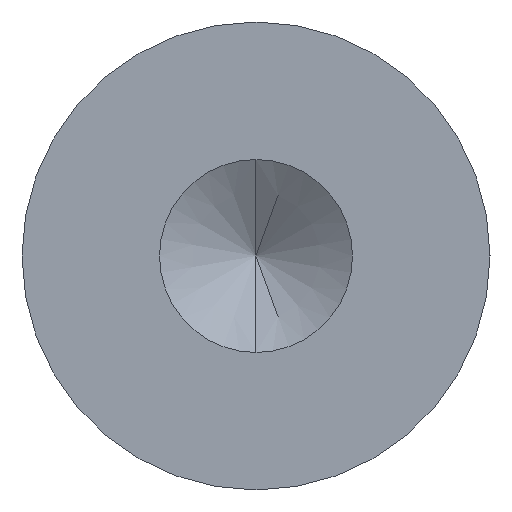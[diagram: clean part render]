
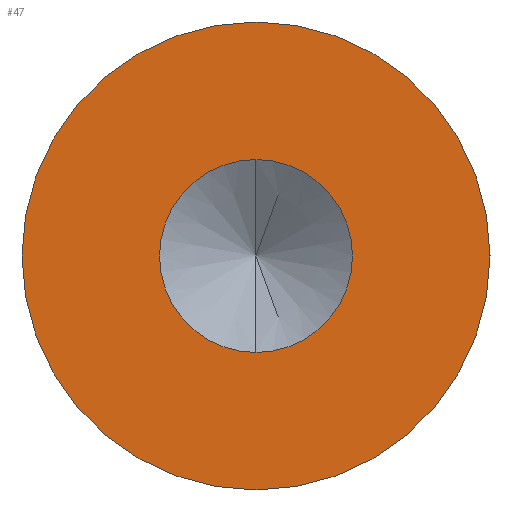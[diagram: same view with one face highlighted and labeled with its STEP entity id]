
A CAD part, left-side view. The second image highlights one B-rep face of the part: STEP entity #47.
In plain terms, the highlighted planar face has unit normal (-1, 0, 0).
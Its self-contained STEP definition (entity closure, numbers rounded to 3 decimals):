
#11 = VERTEX_POINT ( 'NONE', #219 ) ;
#12 = CARTESIAN_POINT ( 'NONE',  ( -82., 0., -1.65 ) ) ;
#20 = DIRECTION ( 'NONE',  ( -1., 0., 0. ) ) ;
#28 = DIRECTION ( 'NONE',  ( 1., 0., 0. ) ) ;
#38 = DIRECTION ( 'NONE',  ( 0., 0., 1. ) ) ;
#45 = ORIENTED_EDGE ( 'NONE', *, *, #216, .F. ) ;
#46 = CARTESIAN_POINT ( 'NONE',  ( -82., 0., 1.65 ) ) ;
#47 = ADVANCED_FACE ( 'NONE', ( #347, #223 ), #340, .F. ) ;
#66 = EDGE_LOOP ( 'NONE', ( #45, #143 ) ) ;
#83 = AXIS2_PLACEMENT_3D ( 'NONE', #190, #20, #38 ) ;
#93 = EDGE_CURVE ( 'NONE', #135, #284, #318, .T. ) ;
#96 = ORIENTED_EDGE ( 'NONE', *, *, #373, .F. ) ;
#107 = DIRECTION ( 'NONE',  ( 0., 0., -1. ) ) ;
#114 = CARTESIAN_POINT ( 'NONE',  ( -82., 0., 0. ) ) ;
#121 = EDGE_LOOP ( 'NONE', ( #96, #224 ) ) ;
#123 = AXIS2_PLACEMENT_3D ( 'NONE', #243, #361, #329 ) ;
#130 = AXIS2_PLACEMENT_3D ( 'NONE', #358, #350, #195 ) ;
#135 = VERTEX_POINT ( 'NONE', #12 ) ;
#143 = ORIENTED_EDGE ( 'NONE', *, *, #93, .F. ) ;
#150 = AXIS2_PLACEMENT_3D ( 'NONE', #367, #28, #107 ) ;
#180 = DIRECTION ( 'NONE',  ( -1., 0., 0. ) ) ;
#190 = CARTESIAN_POINT ( 'NONE',  ( -82., 0., 0. ) ) ;
#195 = DIRECTION ( 'NONE',  ( 0., 0., -1. ) ) ;
#196 = CIRCLE ( 'NONE', #83, 1.65 ) ;
#197 = VERTEX_POINT ( 'NONE', #356 ) ;
#203 = CIRCLE ( 'NONE', #130, 4. ) ;
#212 = DIRECTION ( 'NONE',  ( 0., 0., 1. ) ) ;
#216 = EDGE_CURVE ( 'NONE', #284, #135, #196, .T. ) ;
#219 = CARTESIAN_POINT ( 'NONE',  ( -82., 0., -4. ) ) ;
#223 = FACE_OUTER_BOUND ( 'NONE', #121, .T. ) ;
#224 = ORIENTED_EDGE ( 'NONE', *, *, #301, .F. ) ;
#243 = CARTESIAN_POINT ( 'NONE',  ( -82., 0., 0. ) ) ;
#278 = CIRCLE ( 'NONE', #123, 4. ) ;
#282 = AXIS2_PLACEMENT_3D ( 'NONE', #114, #180, #212 ) ;
#284 = VERTEX_POINT ( 'NONE', #46 ) ;
#301 = EDGE_CURVE ( 'NONE', #11, #197, #278, .T. ) ;
#318 = CIRCLE ( 'NONE', #282, 1.65 ) ;
#329 = DIRECTION ( 'NONE',  ( 0., 0., -1. ) ) ;
#340 = PLANE ( 'NONE',  #150 ) ;
#347 = FACE_BOUND ( 'NONE', #66, .T. ) ;
#350 = DIRECTION ( 'NONE',  ( 1., 0., 0. ) ) ;
#356 = CARTESIAN_POINT ( 'NONE',  ( -82., 0., 4. ) ) ;
#358 = CARTESIAN_POINT ( 'NONE',  ( -82., 0., 0. ) ) ;
#361 = DIRECTION ( 'NONE',  ( 1., 0., 0. ) ) ;
#367 = CARTESIAN_POINT ( 'NONE',  ( -82., 0., 0. ) ) ;
#373 = EDGE_CURVE ( 'NONE', #197, #11, #203, .T. ) ;
